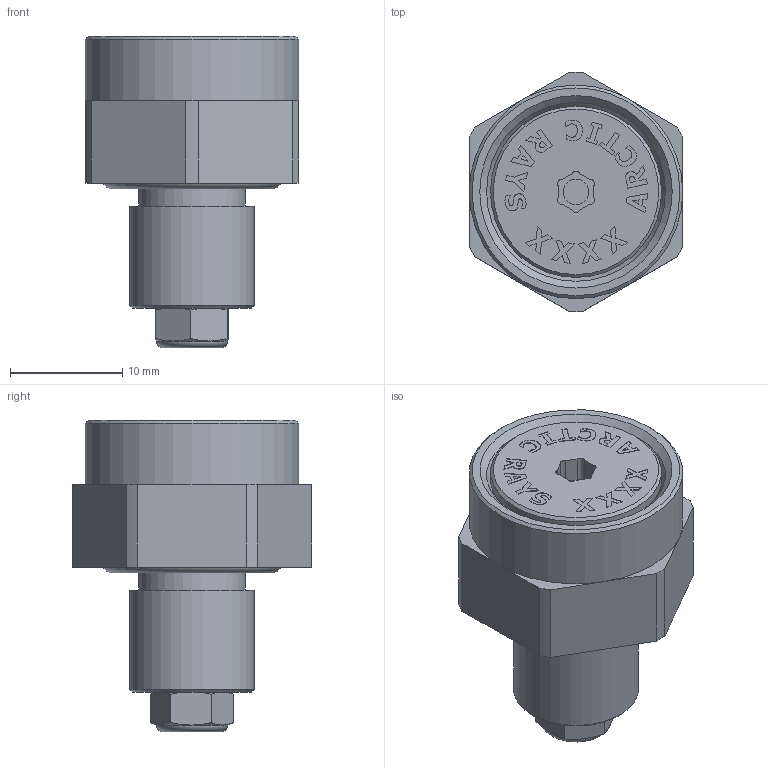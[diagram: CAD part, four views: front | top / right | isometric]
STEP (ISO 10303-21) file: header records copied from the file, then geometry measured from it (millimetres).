
FILE_DESCRIPTION(/* description */ (''),/* implementation_level */ '2;1');
FILE_NAME(/* name */ 'AR503_PRV.stp',/* time_stamp */ '2023-02-20T11:29:18-05:00',/* author */ ('lfrey'),/* organization */ (''),/* preprocessor_version */ 'ST-DEVELOPER v19',/* originating_system */ 'Autodesk Inventor 2023',/* authorisation */ '');
FILE_SCHEMA (('AUTOMOTIVE_DESIGN { 1 0 10303 214 3 1 1 }'));
Length unit declared in the file: inch
Products named in the file (1): AR503_PRV
Bounding box: 19 x 21.33 x 27.72 mm (x, y, z)
Volume: 4979.3 mm3; surface area: 3040.8 mm2
Topology: 1 solids, 1 shells, 301 faces, 784 edges, 515 vertices
Faces by surface type: plane 189, bspline 58, cylinder 22, cone 21, torus 11
Full cylindrical faces by diameter (mm): 2.271 x1, 3.175 x2, 3.727 x1, 9.5 x1, 11.112 x1, 12.497 x1, 15.24 x1, 16.002 x1, 18.999 x1
Entity records: 9942 total; most frequent: CARTESIAN_POINT 2548, ORIENTED_EDGE 1566, DIRECTION 1232, EDGE_CURVE 783, LINE 542, VECTOR 542, VERTEX_POINT 515, AXIS2_PLACEMENT_3D 345
